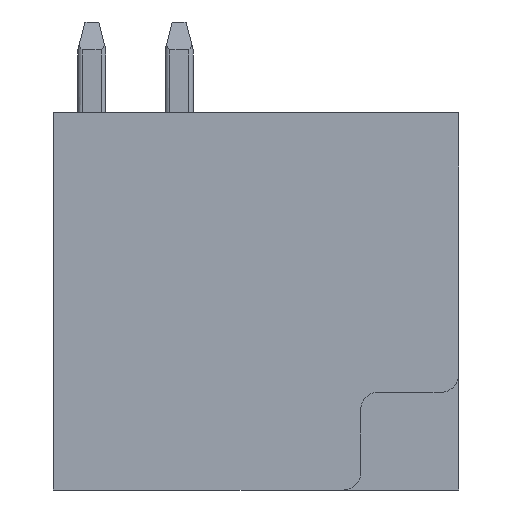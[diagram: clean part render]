
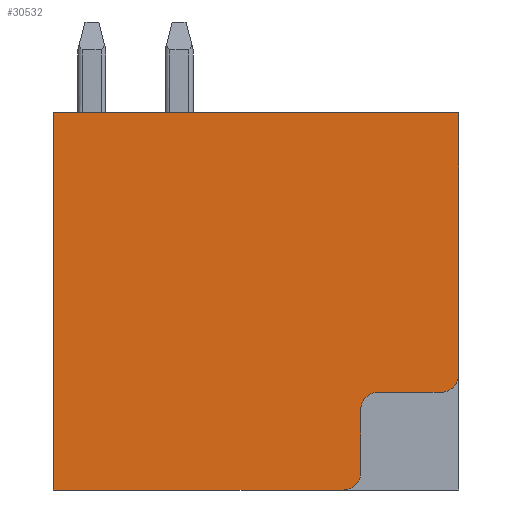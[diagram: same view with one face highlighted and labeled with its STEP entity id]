
A CAD part, front view. The second image highlights one B-rep face of the part: STEP entity #30532.
In plain terms, the highlighted planar face has unit normal (0, -1, 0).
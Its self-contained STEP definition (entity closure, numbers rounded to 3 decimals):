
#3299=CARTESIAN_POINT('',(2.806,-77.,-6.124));
#3300=DIRECTION('',(0.,-1.,0.));
#3301=DIRECTION('',(0.,0.,-1.));
#3302=AXIS2_PLACEMENT_3D('',#3299,#3300,#3301);
#3304=DIRECTION('',(-1.,0.,0.));
#3305=VECTOR('',#3304,8.3);
#3306=CARTESIAN_POINT('',(2.806,-77.,-6.624));
#3307=LINE('',#3306,#3305);
#3308=DIRECTION('',(0.,0.,1.));
#3309=VECTOR('',#3308,10.8);
#3310=CARTESIAN_POINT('',(-5.494,-77.,-6.624));
#3311=LINE('',#3310,#3309);
#3312=DIRECTION('',(1.,0.,0.));
#3313=VECTOR('',#3312,11.6);
#3314=CARTESIAN_POINT('',(-5.494,-77.,4.176));
#3315=LINE('',#3314,#3313);
#3316=DIRECTION('',(0.,0.,-1.));
#3317=VECTOR('',#3316,7.5);
#3318=CARTESIAN_POINT('',(6.106,-77.,4.176));
#3319=LINE('',#3318,#3317);
#3320=CARTESIAN_POINT('',(5.606,-77.,-3.324));
#3321=DIRECTION('',(0.,-1.,0.));
#3322=DIRECTION('',(0.,0.,-1.));
#3323=AXIS2_PLACEMENT_3D('',#3320,#3321,#3322);
#3325=DIRECTION('',(-1.,0.,0.));
#3326=VECTOR('',#3325,1.8);
#3327=CARTESIAN_POINT('',(5.606,-77.,-3.824));
#3328=LINE('',#3327,#3326);
#3329=DIRECTION('',(0.,0.,1.));
#3330=VECTOR('',#3329,1.8);
#3331=CARTESIAN_POINT('',(3.306,-77.,-6.124));
#3332=LINE('',#3331,#3330);
#3350=CARTESIAN_POINT('',(3.806,-77.,-4.324));
#3351=DIRECTION('',(0.,1.,0.));
#3352=DIRECTION('',(-1.,0.,0.));
#3353=AXIS2_PLACEMENT_3D('',#3350,#3351,#3352);
#22715=CARTESIAN_POINT('',(-5.494,-77.,-6.624));
#22716=CARTESIAN_POINT('',(-5.494,-77.,4.176));
#22717=VERTEX_POINT('',#22715);
#22718=VERTEX_POINT('',#22716);
#22719=CARTESIAN_POINT('',(6.106,-77.,4.176));
#22720=VERTEX_POINT('',#22719);
#22753=CARTESIAN_POINT('',(3.306,-77.,-4.324));
#22754=VERTEX_POINT('',#22753);
#22755=CARTESIAN_POINT('',(3.806,-77.,-3.824));
#22756=VERTEX_POINT('',#22755);
#22757=CARTESIAN_POINT('',(2.806,-77.,-6.624));
#22758=CARTESIAN_POINT('',(3.306,-77.,-6.124));
#22759=VERTEX_POINT('',#22757);
#22760=VERTEX_POINT('',#22758);
#22765=CARTESIAN_POINT('',(5.606,-77.,-3.824));
#22767=VERTEX_POINT('',#22765);
#22769=CARTESIAN_POINT('',(6.106,-77.,-3.324));
#22770=VERTEX_POINT('',#22769);
#30511=CARTESIAN_POINT('',(0.,-77.,0.));
#30512=DIRECTION('',(0.,1.,0.));
#30513=DIRECTION('',(1.,0.,0.));
#30514=AXIS2_PLACEMENT_3D('',#30511,#30512,#30513);
#30515=PLANE('',#30514);
#30517=ORIENTED_EDGE('',*,*,#30516,.F.);
#30518=ORIENTED_EDGE('',*,*,#29753,.T.);
#30519=ORIENTED_EDGE('',*,*,#29772,.T.);
#30520=ORIENTED_EDGE('',*,*,#29785,.T.);
#30521=ORIENTED_EDGE('',*,*,#28448,.T.);
#30523=ORIENTED_EDGE('',*,*,#30522,.F.);
#30525=ORIENTED_EDGE('',*,*,#30524,.T.);
#30527=ORIENTED_EDGE('',*,*,#30526,.F.);
#30529=ORIENTED_EDGE('',*,*,#30528,.F.);
#30530=EDGE_LOOP('',(#30517,#30518,#30519,#30520,#30521,#30523,#30525,#30527,
#30529));
#30531=FACE_OUTER_BOUND('',#30530,.F.);
#30532=ADVANCED_FACE('',(#30531),#30515,.F.);
#3303=CIRCLE('',#3302,0.5);
#3324=CIRCLE('',#3323,0.5);
#3354=CIRCLE('',#3353,0.5);
#28448=EDGE_CURVE('',#22720,#22770,#3319,.T.);
#29753=EDGE_CURVE('',#22759,#22717,#3307,.T.);
#29772=EDGE_CURVE('',#22717,#22718,#3311,.T.);
#29785=EDGE_CURVE('',#22718,#22720,#3315,.T.);
#30516=EDGE_CURVE('',#22759,#22760,#3303,.T.);
#30522=EDGE_CURVE('',#22767,#22770,#3324,.T.);
#30524=EDGE_CURVE('',#22767,#22756,#3328,.T.);
#30526=EDGE_CURVE('',#22754,#22756,#3354,.T.);
#30528=EDGE_CURVE('',#22760,#22754,#3332,.T.);
